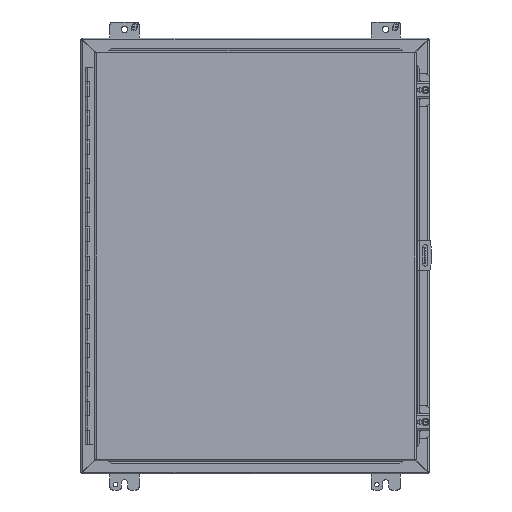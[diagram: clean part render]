
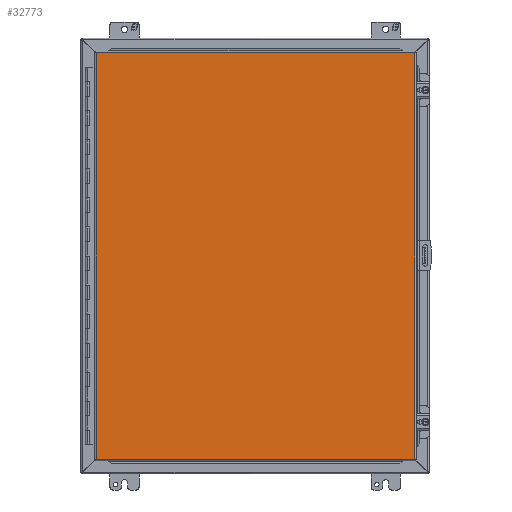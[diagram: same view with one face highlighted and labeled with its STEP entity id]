
A CAD part, front view. The second image highlights one B-rep face of the part: STEP entity #32773.
In plain terms, the highlighted planar face has unit normal (0, -1, 0).
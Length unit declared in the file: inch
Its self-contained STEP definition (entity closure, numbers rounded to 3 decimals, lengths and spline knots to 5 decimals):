
#2322 = ORIENTED_EDGE ( 'NONE', *, *, #10876, .F. ) ;
#2815 = VECTOR ( 'NONE', #31786, 39.37008 ) ;
#7560 = ORIENTED_EDGE ( 'NONE', *, *, #30861, .F. ) ;
#8111 = DIRECTION ( 'NONE',  ( 0., 0., 1. ) ) ;
#8221 = DIRECTION ( 'NONE',  ( 0., 0., -1. ) ) ;
#8256 = LINE ( 'NONE', #25850, #2815 ) ;
#8938 = ORIENTED_EDGE ( 'NONE', *, *, #23211, .F. ) ;
#8974 = CARTESIAN_POINT ( 'NONE',  ( -10.955, -9.185, -13.9945 ) ) ;
#10681 = LINE ( 'NONE', #17008, #34270 ) ;
#10876 = EDGE_CURVE ( 'NONE', #33159, #22633, #8256, .T. ) ;
#11555 = DIRECTION ( 'NONE',  ( 0., -1., 0. ) ) ;
#12156 = VECTOR ( 'NONE', #15916, 39.37008 ) ;
#15733 = LINE ( 'NONE', #31119, #12156 ) ;
#15916 = DIRECTION ( 'NONE',  ( 1., 0., 0. ) ) ;
#17008 = CARTESIAN_POINT ( 'NONE',  ( -10.955, -9.185, -13.9945 ) ) ;
#17292 = CARTESIAN_POINT ( 'NONE',  ( -10.955, -9.185, 13.9945 ) ) ;
#17763 = EDGE_CURVE ( 'NONE', #30401, #33159, #35465, .T. ) ;
#20339 = CARTESIAN_POINT ( 'NONE',  ( -10.955, -9.185, -13.9945 ) ) ;
#22633 = VERTEX_POINT ( 'NONE', #20339 ) ;
#23211 = EDGE_CURVE ( 'NONE', #24488, #30401, #15733, .T. ) ;
#23760 = CARTESIAN_POINT ( 'NONE',  ( 11.017, -9.185, -13.9945 ) ) ;
#24242 = EDGE_LOOP ( 'NONE', ( #29353, #8938, #7560, #2322 ) ) ;
#24488 = VERTEX_POINT ( 'NONE', #17292 ) ;
#25554 = CARTESIAN_POINT ( 'NONE',  ( 11.017, -9.185, 13.9945 ) ) ;
#25850 = CARTESIAN_POINT ( 'NONE',  ( 11.017, -9.185, -13.9945 ) ) ;
#26776 = PLANE ( 'NONE',  #32766 ) ;
#29353 = ORIENTED_EDGE ( 'NONE', *, *, #17763, .F. ) ;
#29730 = FACE_OUTER_BOUND ( 'NONE', #24242, .T. ) ;
#30401 = VERTEX_POINT ( 'NONE', #25554 ) ;
#30861 = EDGE_CURVE ( 'NONE', #22633, #24488, #10681, .T. ) ;
#31119 = CARTESIAN_POINT ( 'NONE',  ( -10.955, -9.185, 13.9945 ) ) ;
#31336 = VECTOR ( 'NONE', #8221, 39.37008 ) ;
#31786 = DIRECTION ( 'NONE',  ( -1., 0., 0. ) ) ;
#32766 = AXIS2_PLACEMENT_3D ( 'NONE', #8974, #11555, #38808 ) ;
#32773 = ADVANCED_FACE ( 'NONE', ( #29730 ), #26776, .T. ) ;
#33159 = VERTEX_POINT ( 'NONE', #23760 ) ;
#34270 = VECTOR ( 'NONE', #8111, 39.37008 ) ;
#35465 = LINE ( 'NONE', #36036, #31336 ) ;
#36036 = CARTESIAN_POINT ( 'NONE',  ( 11.017, -9.185, 13.9945 ) ) ;
#38808 = DIRECTION ( 'NONE',  ( 0., 0., -1. ) ) ;
